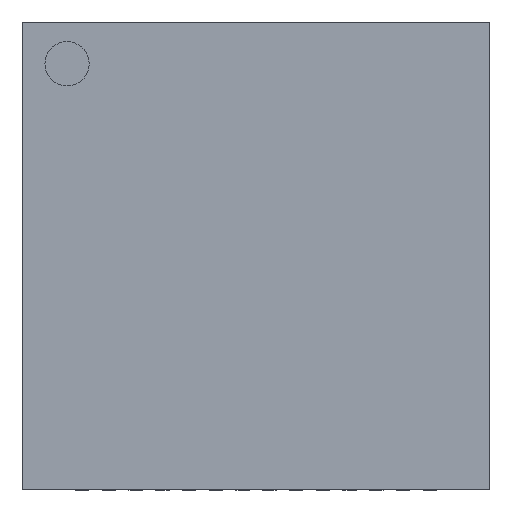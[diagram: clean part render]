
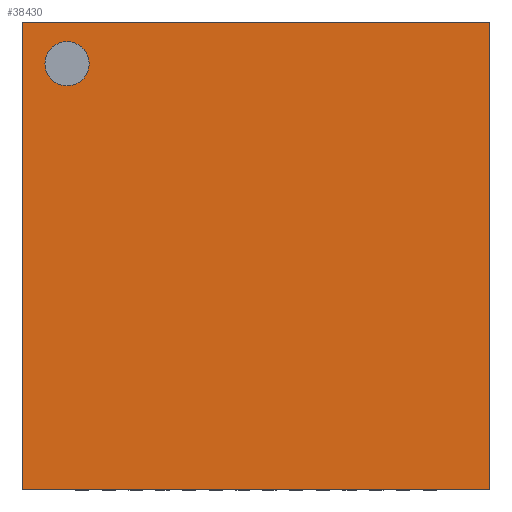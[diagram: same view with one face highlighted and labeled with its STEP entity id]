
A CAD part, top view. The second image highlights one B-rep face of the part: STEP entity #38430.
In plain terms, the highlighted planar face has unit normal (0, 0, 1).
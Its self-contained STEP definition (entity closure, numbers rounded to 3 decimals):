
#225 = EDGE_CURVE ( 'NONE', #54278, #40231, #30908, .T. ) ;
#271 = DIRECTION ( 'NONE',  ( 0., 0., 1. ) ) ;
#469 = CARTESIAN_POINT ( 'NONE',  ( 3.5, -3.5, 0. ) ) ;
#1920 = LINE ( 'NONE', #19224, #48347 ) ;
#2987 = CARTESIAN_POINT ( 'NONE',  ( -2.827, 2.874, 0. ) ) ;
#4506 = EDGE_LOOP ( 'NONE', ( #49132, #39338, #26275, #29241 ) ) ;
#7671 = VERTEX_POINT ( 'NONE', #18985 ) ;
#8199 = CARTESIAN_POINT ( 'NONE',  ( 0., 0., 0. ) ) ;
#9459 = DIRECTION ( 'NONE',  ( 1., 0., 0. ) ) ;
#10575 = VECTOR ( 'NONE', #12862, 1000. ) ;
#11343 = CIRCLE ( 'NONE', #42983, 0.331 ) ;
#11989 = EDGE_CURVE ( 'NONE', #7671, #13171, #34333, .T. ) ;
#12862 = DIRECTION ( 'NONE',  ( -1., 0., 0. ) ) ;
#13171 = VERTEX_POINT ( 'NONE', #51542 ) ;
#14740 = AXIS2_PLACEMENT_3D ( 'NONE', #2987, #20267, #37553 ) ;
#14777 = EDGE_CURVE ( 'NONE', #17753, #37454, #11343, .T. ) ;
#16426 = PLANE ( 'NONE',  #23260 ) ;
#17378 = ORIENTED_EDGE ( 'NONE', *, *, #18074, .F. ) ;
#17568 = DIRECTION ( 'NONE',  ( 1., 0., 0. ) ) ;
#17753 = VERTEX_POINT ( 'NONE', #22853 ) ;
#18074 = EDGE_CURVE ( 'NONE', #37454, #17753, #39138, .T. ) ;
#18985 = CARTESIAN_POINT ( 'NONE',  ( 3.5, 3.5, 0. ) ) ;
#19224 = CARTESIAN_POINT ( 'NONE',  ( 3.5, -3.5, 0. ) ) ;
#20267 = DIRECTION ( 'NONE',  ( 0., 0., 1. ) ) ;
#21502 = LINE ( 'NONE', #38781, #44929 ) ;
#22312 = CARTESIAN_POINT ( 'NONE',  ( -3.5, -3.5, 0. ) ) ;
#22853 = CARTESIAN_POINT ( 'NONE',  ( -3.158, 2.874, 0. ) ) ;
#23260 = AXIS2_PLACEMENT_3D ( 'NONE', #8199, #25435, #42721 ) ;
#25435 = DIRECTION ( 'NONE',  ( 0., 0., -1. ) ) ;
#26275 = ORIENTED_EDGE ( 'NONE', *, *, #38548, .T. ) ;
#26570 = ORIENTED_EDGE ( 'NONE', *, *, #14777, .F. ) ;
#26810 = EDGE_CURVE ( 'NONE', #40231, #7671, #1920, .T. ) ;
#29241 = ORIENTED_EDGE ( 'NONE', *, *, #225, .T. ) ;
#30908 = LINE ( 'NONE', #48216, #48737 ) ;
#34333 = LINE ( 'NONE', #51594, #10575 ) ;
#36458 = DIRECTION ( 'NONE',  ( 0., 1., 0. ) ) ;
#37454 = VERTEX_POINT ( 'NONE', #55471 ) ;
#37553 = DIRECTION ( 'NONE',  ( 1., 0., 0. ) ) ;
#37955 = FACE_BOUND ( 'NONE', #54476, .T. ) ;
#38430 = ADVANCED_FACE ( 'NONE', ( #37955, #55174 ), #16426, .F. ) ;
#38548 = EDGE_CURVE ( 'NONE', #13171, #54278, #21502, .T. ) ;
#38781 = CARTESIAN_POINT ( 'NONE',  ( -3.5, -3.5, 0. ) ) ;
#39089 = CARTESIAN_POINT ( 'NONE',  ( -2.827, 2.874, 0. ) ) ;
#39138 = CIRCLE ( 'NONE', #14740, 0.331 ) ;
#39338 = ORIENTED_EDGE ( 'NONE', *, *, #11989, .T. ) ;
#40231 = VERTEX_POINT ( 'NONE', #469 ) ;
#42721 = DIRECTION ( 'NONE',  ( -1., 0., 0. ) ) ;
#42983 = AXIS2_PLACEMENT_3D ( 'NONE', #39089, #271, #17568 ) ;
#44929 = VECTOR ( 'NONE', #55998, 1000. ) ;
#48216 = CARTESIAN_POINT ( 'NONE',  ( -3.5, -3.5, 0. ) ) ;
#48347 = VECTOR ( 'NONE', #36458, 1000. ) ;
#48737 = VECTOR ( 'NONE', #9459, 1000. ) ;
#49132 = ORIENTED_EDGE ( 'NONE', *, *, #26810, .T. ) ;
#51542 = CARTESIAN_POINT ( 'NONE',  ( -3.5, 3.5, 0. ) ) ;
#51594 = CARTESIAN_POINT ( 'NONE',  ( -3.5, 3.5, 0. ) ) ;
#54278 = VERTEX_POINT ( 'NONE', #22312 ) ;
#54476 = EDGE_LOOP ( 'NONE', ( #17378, #26570 ) ) ;
#55174 = FACE_OUTER_BOUND ( 'NONE', #4506, .T. ) ;
#55471 = CARTESIAN_POINT ( 'NONE',  ( -2.495, 2.874, 0. ) ) ;
#55998 = DIRECTION ( 'NONE',  ( 0., -1., 0. ) ) ;
